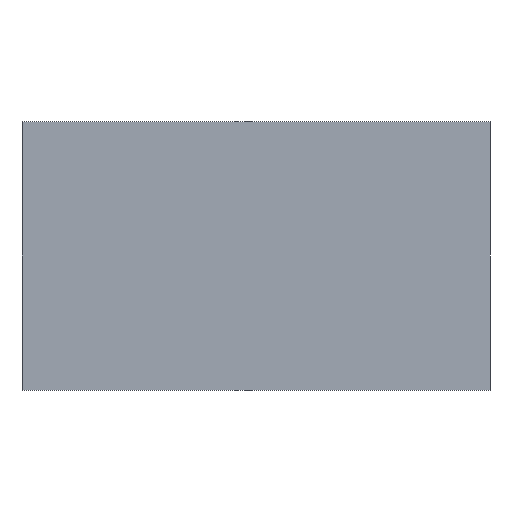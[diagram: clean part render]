
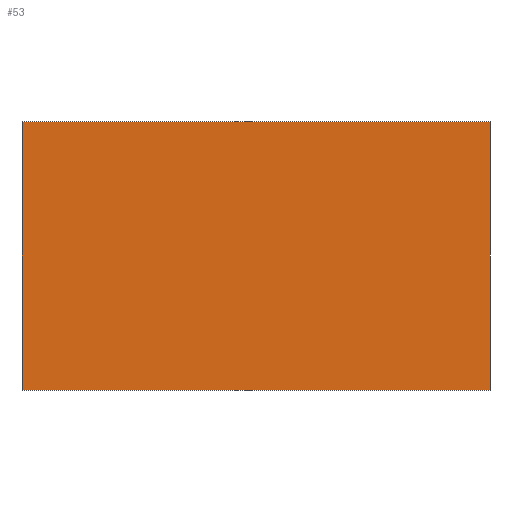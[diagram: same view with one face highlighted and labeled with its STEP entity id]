
A CAD part, front view. The second image highlights one B-rep face of the part: STEP entity #53.
In plain terms, the highlighted planar face has unit normal (0, -1, 0).
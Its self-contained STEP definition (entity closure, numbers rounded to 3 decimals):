
#2 = LINE ( 'NONE', #121, #104 ) ;
#4 = VECTOR ( 'NONE', #167, 1000. ) ;
#5 = CARTESIAN_POINT ( 'NONE',  ( 346.954, 161.762, -209.471 ) ) ;
#16 = LINE ( 'NONE', #75, #202 ) ;
#17 = EDGE_CURVE ( 'NONE', #225, #281, #2, .T. ) ;
#21 = CARTESIAN_POINT ( 'NONE',  ( -455.046, 161.762, -209.471 ) ) ;
#25 = EDGE_CURVE ( 'NONE', #281, #242, #16, .T. ) ;
#34 = PLANE ( 'NONE',  #83 ) ;
#53 = ADVANCED_FACE ( 'NONE', ( #148 ), #34, .T. ) ;
#75 = CARTESIAN_POINT ( 'NONE',  ( -455.046, 161.762, -209.471 ) ) ;
#83 = AXIS2_PLACEMENT_3D ( 'NONE', #267, #201, #245 ) ;
#93 = VECTOR ( 'NONE', #94, 1000. ) ;
#94 = DIRECTION ( 'NONE',  ( 1., 0., 0. ) ) ;
#104 = VECTOR ( 'NONE', #106, 1000. ) ;
#106 = DIRECTION ( 'NONE',  ( 0., 0., -1. ) ) ;
#116 = LINE ( 'NONE', #138, #4 ) ;
#118 = EDGE_LOOP ( 'NONE', ( #166, #191, #175, #177 ) ) ;
#121 = CARTESIAN_POINT ( 'NONE',  ( 346.954, 161.762, 250.529 ) ) ;
#123 = VERTEX_POINT ( 'NONE', #189 ) ;
#138 = CARTESIAN_POINT ( 'NONE',  ( -455.046, 161.762, 250.529 ) ) ;
#148 = FACE_OUTER_BOUND ( 'NONE', #118, .T. ) ;
#166 = ORIENTED_EDGE ( 'NONE', *, *, #17, .F. ) ;
#167 = DIRECTION ( 'NONE',  ( 0., 0., 1. ) ) ;
#174 = DIRECTION ( 'NONE',  ( -1., 0., 0. ) ) ;
#175 = ORIENTED_EDGE ( 'NONE', *, *, #206, .F. ) ;
#177 = ORIENTED_EDGE ( 'NONE', *, *, #25, .F. ) ;
#187 = CARTESIAN_POINT ( 'NONE',  ( -455.046, 161.762, 250.529 ) ) ;
#189 = CARTESIAN_POINT ( 'NONE',  ( -455.046, 161.762, 250.529 ) ) ;
#191 = ORIENTED_EDGE ( 'NONE', *, *, #234, .F. ) ;
#201 = DIRECTION ( 'NONE',  ( 0., -1., 0. ) ) ;
#202 = VECTOR ( 'NONE', #174, 1000. ) ;
#206 = EDGE_CURVE ( 'NONE', #242, #123, #116, .T. ) ;
#225 = VERTEX_POINT ( 'NONE', #263 ) ;
#234 = EDGE_CURVE ( 'NONE', #123, #225, #238, .T. ) ;
#238 = LINE ( 'NONE', #187, #93 ) ;
#242 = VERTEX_POINT ( 'NONE', #21 ) ;
#245 = DIRECTION ( 'NONE',  ( 0., 0., -1. ) ) ;
#263 = CARTESIAN_POINT ( 'NONE',  ( 346.954, 161.762, 250.529 ) ) ;
#267 = CARTESIAN_POINT ( 'NONE',  ( -54.046, 161.762, 20.529 ) ) ;
#281 = VERTEX_POINT ( 'NONE', #5 ) ;
